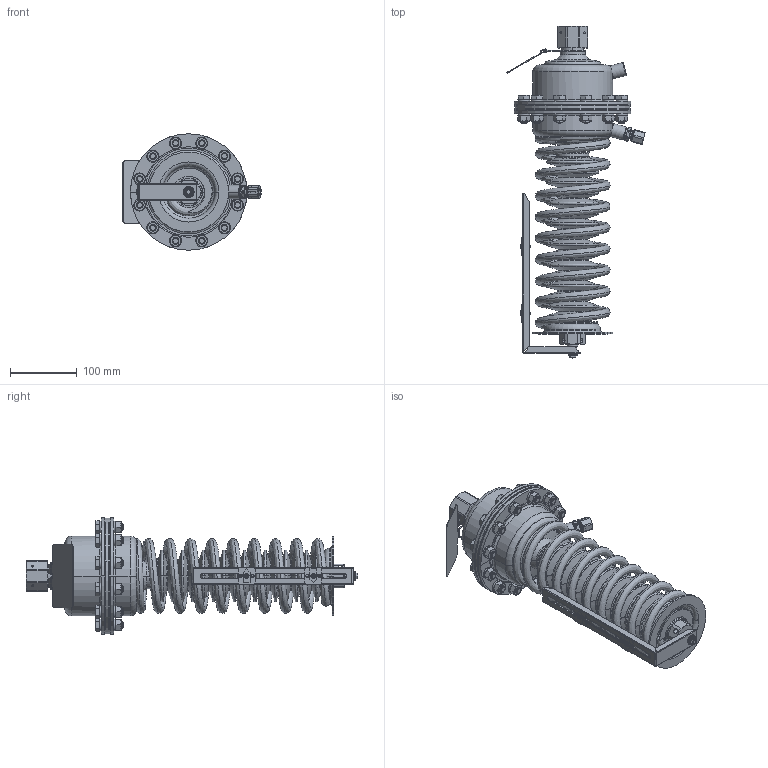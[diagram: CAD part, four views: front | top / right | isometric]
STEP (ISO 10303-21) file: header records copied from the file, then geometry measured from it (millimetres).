
FILE_DESCRIPTION((''),'2;1');
FILE_NAME('003G5634_AFD2_PN40_32CM2_ASM','2024-03-25T14:40:45',('U384264'),('Danfoss'),'CREO PARAMETRIC BY PTC INC, 2022124','CREO PARAMETRIC BY PTC INC, 2022124','');
FILE_SCHEMA(('CONFIG_CONTROL_DESIGN'));
Products named in the file (45): 88670030_HOUSING80_PN40_MINUS_AF0; 88673400_TUBE_FI38X10X62_MINUS_AF83; 88671670_PRESSURE_CONNECTOR_5MM; WELD_PRESS_CON_5MM; WELD_80_5MM_INST_AF0; WELD_80_5MM_2_INST_AF0; 88671430_COVER80_PN40_MINUS_ASM; 88670600_CONNECTING_NUT_G1_1_4; 88671040_SETTING_SPINDLE_PA; 88673700_GASKET_PA_80_PN40; 88670240_MIDDLE_PLATE32_PN40; 5221571; 88670020_HOUSING80_PN40_PLUS_AF0; 88673410_TUBE_FI38X10X33_AF4; WELD_80_5MM_INST_AF1; WELD_80_5MM_2_INST_AF1; 88671420_COVER80_PN40_PLUS_ASM; 88671700_GUIDING_BUSH_PA; 5454051; WALTER_CONNECTION; WALTER_PROFILE_RING; WALTER_CONNECTION_NUT; 8863078_ASM; 88630620_TUBE_CONN_D1_0_DA_00_ASM; 88670800_SETTING_NUT_IPA; 5521168; 88630290; 55511011; 51818093; 52017500; 51917340; 88673820; 88673810_LABEL_PLATE_PA; 88670300_SPRING_HOLDER_PA; 88673120_SPRING_BLACK_PA_AF7; 88810370_LOCKING_SCREW; 8867345_SCALE_HOLDER_PA; 51817250; 8867348_SETTING_SCALE_PA; 88673470_SQUARE_NUT_HOLDER_PA ...
Assembly tree (97 placements, depth 4):
  003G5634_AFD2_PN40_32CM2_ASM
    88671430_COVER80_PN40_MINUS_ASM
      88670030_HOUSING80_PN40_MINUS_AF0
      88673400_TUBE_FI38X10X62_MINUS_AF83
      88671670_PRESSURE_CONNECTOR_5MM
      WELD_PRESS_CON_5MM
      WELD_80_5MM_INST_AF0
      WELD_80_5MM_2_INST_AF0
    88670600_CONNECTING_NUT_G1_1_4
    88671040_SETTING_SPINDLE_PA
    88673700_GASKET_PA_80_PN40  x3
    88670240_MIDDLE_PLATE32_PN40
    5221571
    88671420_COVER80_PN40_PLUS_ASM
      88670020_HOUSING80_PN40_PLUS_AF0
      88671670_PRESSURE_CONNECTOR_5MM
      88673410_TUBE_FI38X10X33_AF4
      WELD_80_5MM_INST_AF1
      WELD_80_5MM_2_INST_AF1
      WELD_PRESS_CON_5MM
    88671700_GUIDING_BUSH_PA
    5454051
    88630620_TUBE_CONN_D1_0_DA_00_ASM
      8863078_ASM
        WALTER_CONNECTION
        WALTER_PROFILE_RING
        WALTER_CONNECTION_NUT
    88670800_SETTING_NUT_IPA
    5521168
    88630290
    55511011
    51818093  x12
    52017500  x24
    51917340  x12
    88673820
    88673810_LABEL_PLATE_PA
    88670300_SPRING_HOLDER_PA
    88673120_SPRING_BLACK_PA_AF7
    88810370_LOCKING_SCREW
    8867345_SCALE_HOLDER_PA
    51817250
    8867348_SETTING_SCALE_PA  x2
    88673470_SQUARE_NUT_HOLDER_PA  x2
    51817260_SCREW_BN33  x2
    51917189_NUT_M16_08_ISO4032  x2
    88674300_RUBBER_BELLOW
    88673340_SCALE_COMPENSATOR_AFX
Bounding box: 207.7 x 498.7 x 175 mm (x, y, z)
Volume: 1385964.9 mm3; surface area: 920788.3 mm2
Topology: 111 solids, 149 shells, 2776 faces, 6376 edges, 3834 vertices
Faces by surface type: cylinder 851, cone 714, plane 709, torus 378, bspline 64, sphere 60
Entity records: 142707 total; most frequent: CARTESIAN_POINT 100579, DIRECTION 9422, ORIENTED_EDGE 8080, EDGE_CURVE 4073, AXIS2_PLACEMENT_3D 4050, VERTEX_POINT 2434, CIRCLE 2133, EDGE_LOOP 2021
